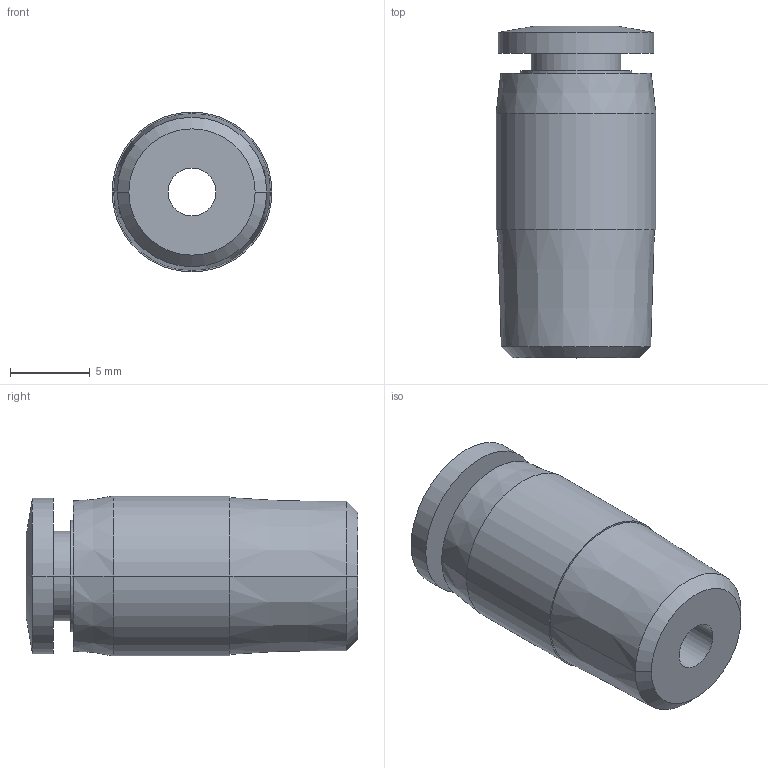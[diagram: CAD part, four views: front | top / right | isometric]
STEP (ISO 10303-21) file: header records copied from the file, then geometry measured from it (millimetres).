
FILE_DESCRIPTION (( 'STEP AP214' ), '1' );
FILE_NAME ('MSR4M-18R.step', '2016-02-24T20:45:14', ( '' ), ( '' ), 'SwSTEP 2.0', 'SolidWorks 2015', '' );
FILE_SCHEMA (( 'AUTOMOTIVE_DESIGN' ));
Length unit declared in the file: inch
Products named in the file (1): MSR4M-18R
Bounding box: 10 x 20.75 x 10 mm (x, y, z)
Volume: 1214.7 mm3; surface area: 1075.8 mm2
Topology: 1 solids, 1 shells, 29 faces, 60 edges, 38 vertices
Faces by surface type: cylinder 12, cone 8, plane 7, bspline 2
Entity records: 1227 total; most frequent: CARTESIAN_POINT 164, DIRECTION 152, ORIENTED_EDGE 120, AXIS2_PLACEMENT_3D 66, EDGE_CURVE 60, VERTEX_POINT 38, CIRCLE 38, EDGE_LOOP 36
